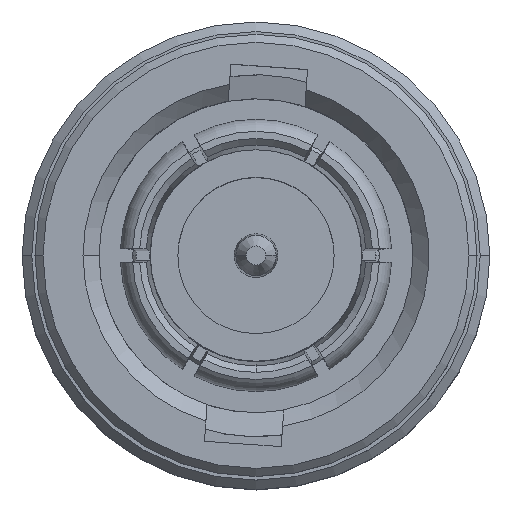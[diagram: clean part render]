
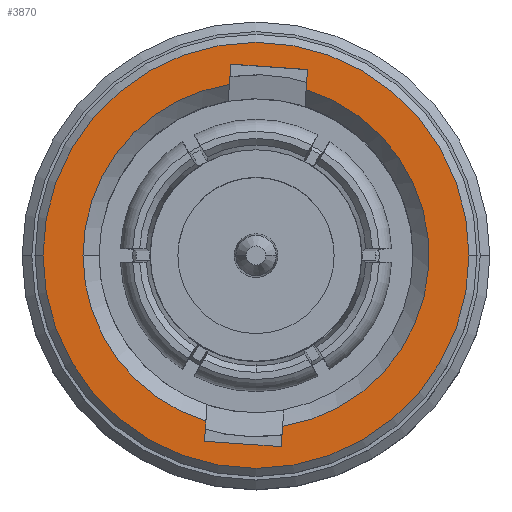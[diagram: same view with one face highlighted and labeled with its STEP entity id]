
A CAD part, top view. The second image highlights one B-rep face of the part: STEP entity #3870.
In plain terms, the highlighted planar face has unit normal (0, 0, 1).
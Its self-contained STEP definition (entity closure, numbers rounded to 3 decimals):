
#132 = CARTESIAN_POINT ( 'NONE',  ( 0., 0., 1.15 ) ) ;
#162 = CARTESIAN_POINT ( 'NONE',  ( 0.866, -4.823, 1.15 ) ) ;
#400 = DIRECTION ( 'NONE',  ( 0., 0., -1. ) ) ;
#401 = EDGE_CURVE ( 'NONE', #7549, #7145, #6751, .T. ) ;
#509 = VECTOR ( 'NONE', #4445, 1000. ) ;
#540 = CARTESIAN_POINT ( 'NONE',  ( 0., 0., 1.15 ) ) ;
#583 = CARTESIAN_POINT ( 'NONE',  ( -5.4, 0., 1.15 ) ) ;
#700 = LINE ( 'NONE', #3763, #509 ) ;
#753 = DIRECTION ( 'NONE',  ( -1., 0., 0. ) ) ;
#780 = CARTESIAN_POINT ( 'NONE',  ( 0., 0., 1.15 ) ) ;
#937 = CARTESIAN_POINT ( 'NONE',  ( 1.564, 5.168, 1.15 ) ) ;
#949 = CARTESIAN_POINT ( 'NONE',  ( 6.65, 0., 1.15 ) ) ;
#968 = EDGE_CURVE ( 'NONE', #5252, #7010, #1143, .T. ) ;
#1038 = VERTEX_POINT ( 'NONE', #5563 ) ;
#1143 = LINE ( 'NONE', #5510, #5863 ) ;
#1162 = DIRECTION ( 'NONE',  ( 1., 0., 0. ) ) ;
#1188 = CARTESIAN_POINT ( 'NONE',  ( 0., 0., 1.15 ) ) ;
#1218 = CARTESIAN_POINT ( 'NONE',  ( 0.786, -5.969, 1.15 ) ) ;
#1413 = DIRECTION ( 'NONE',  ( -1., 0., 0. ) ) ;
#1496 = EDGE_CURVE ( 'NONE', #7010, #7549, #4709, .T. ) ;
#1589 = EDGE_CURVE ( 'NONE', #1038, #3934, #700, .T. ) ;
#1621 = PLANE ( 'NONE',  #1712 ) ;
#1712 = AXIS2_PLACEMENT_3D ( 'NONE', #4232, #400, #4859 ) ;
#1793 = DIRECTION ( 'NONE',  ( 0.998, -0.07, 0. ) ) ;
#1817 = DIRECTION ( 'NONE',  ( 0., 0., 1. ) ) ;
#1829 = DIRECTION ( 'NONE',  ( -1., 0., 0. ) ) ;
#2111 = VERTEX_POINT ( 'NONE', #6019 ) ;
#2215 = CARTESIAN_POINT ( 'NONE',  ( 1.609, 5.802, 1.15 ) ) ;
#2287 = ORIENTED_EDGE ( 'NONE', *, *, #4308, .F. ) ;
#2304 = ORIENTED_EDGE ( 'NONE', *, *, #968, .F. ) ;
#2733 = EDGE_CURVE ( 'NONE', #3477, #1038, #6784, .T. ) ;
#2928 = CARTESIAN_POINT ( 'NONE',  ( -1.564, -5.168, 1.15 ) ) ;
#3100 = ORIENTED_EDGE ( 'NONE', *, *, #6351, .F. ) ;
#3145 = EDGE_LOOP ( 'NONE', ( #6421, #7140, #4841, #2304, #5989, #3100, #4431, #4907, #2287 ) ) ;
#3238 = VERTEX_POINT ( 'NONE', #583 ) ;
#3281 = CIRCLE ( 'NONE', #6304, 6.65 ) ;
#3423 = LINE ( 'NONE', #5416, #4921 ) ;
#3477 = VERTEX_POINT ( 'NONE', #2215 ) ;
#3625 = AXIS2_PLACEMENT_3D ( 'NONE', #780, #5269, #1413 ) ;
#3673 = FACE_BOUND ( 'NONE', #3145, .T. ) ;
#3763 = CARTESIAN_POINT ( 'NONE',  ( -0.866, 4.823, 1.15 ) ) ;
#3870 = ADVANCED_FACE ( 'NONE', ( #3673, #5163 ), #1621, .F. ) ;
#3895 = AXIS2_PLACEMENT_3D ( 'NONE', #132, #4602, #753 ) ;
#3934 = VERTEX_POINT ( 'NONE', #4922 ) ;
#4002 = DIRECTION ( 'NONE',  ( 0.07, 0.998, 0. ) ) ;
#4212 = CIRCLE ( 'NONE', #3625, 5.4 ) ;
#4232 = CARTESIAN_POINT ( 'NONE',  ( 0., 0., 1.15 ) ) ;
#4250 = DIRECTION ( 'NONE',  ( -0.07, -0.998, 0. ) ) ;
#4308 = EDGE_CURVE ( 'NONE', #5222, #3477, #3423, .T. ) ;
#4380 = CARTESIAN_POINT ( 'NONE',  ( -1.609, -5.802, 1.15 ) ) ;
#4431 = ORIENTED_EDGE ( 'NONE', *, *, #1589, .F. ) ;
#4445 = DIRECTION ( 'NONE',  ( -0.07, -0.998, 0. ) ) ;
#4602 = DIRECTION ( 'NONE',  ( 0., 0., 1. ) ) ;
#4709 = LINE ( 'NONE', #6290, #6413 ) ;
#4841 = ORIENTED_EDGE ( 'NONE', *, *, #1496, .F. ) ;
#4859 = DIRECTION ( 'NONE',  ( 1., 0., 0. ) ) ;
#4907 = ORIENTED_EDGE ( 'NONE', *, *, #2733, .F. ) ;
#4921 = VECTOR ( 'NONE', #6060, 1000. ) ;
#4922 = CARTESIAN_POINT ( 'NONE',  ( -0.83, 5.336, 1.15 ) ) ;
#5010 = DIRECTION ( 'NONE',  ( 0., 0., 1. ) ) ;
#5067 = VECTOR ( 'NONE', #4002, 1000. ) ;
#5095 = VECTOR ( 'NONE', #5438, 1000. ) ;
#5163 = FACE_OUTER_BOUND ( 'NONE', #7255, .T. ) ;
#5222 = VERTEX_POINT ( 'NONE', #937 ) ;
#5252 = VERTEX_POINT ( 'NONE', #2928 ) ;
#5269 = DIRECTION ( 'NONE',  ( 0., 0., 1. ) ) ;
#5416 = CARTESIAN_POINT ( 'NONE',  ( 1.528, 4.656, 1.15 ) ) ;
#5438 = DIRECTION ( 'NONE',  ( -0.998, 0.07, 0. ) ) ;
#5510 = CARTESIAN_POINT ( 'NONE',  ( -1.609, -5.802, 1.15 ) ) ;
#5563 = CARTESIAN_POINT ( 'NONE',  ( -0.786, 5.969, 1.15 ) ) ;
#5611 = ORIENTED_EDGE ( 'NONE', *, *, #8124, .T. ) ;
#5674 = CARTESIAN_POINT ( 'NONE',  ( 0., 0., 1.15 ) ) ;
#5686 = DIRECTION ( 'NONE',  ( 0., 0., 1. ) ) ;
#5711 = CIRCLE ( 'NONE', #3895, 5.4 ) ;
#5863 = VECTOR ( 'NONE', #4250, 1000. ) ;
#5989 = ORIENTED_EDGE ( 'NONE', *, *, #7526, .F. ) ;
#6019 = CARTESIAN_POINT ( 'NONE',  ( -6.65, 0., 1.15 ) ) ;
#6060 = DIRECTION ( 'NONE',  ( 0.07, 0.998, 0. ) ) ;
#6290 = CARTESIAN_POINT ( 'NONE',  ( 0.786, -5.969, 1.15 ) ) ;
#6304 = AXIS2_PLACEMENT_3D ( 'NONE', #540, #5010, #1162 ) ;
#6315 = DIRECTION ( 'NONE',  ( 1., 0., 0. ) ) ;
#6351 = EDGE_CURVE ( 'NONE', #3934, #3238, #5711, .T. ) ;
#6413 = VECTOR ( 'NONE', #1793, 1000. ) ;
#6421 = ORIENTED_EDGE ( 'NONE', *, *, #7057, .F. ) ;
#6466 = CIRCLE ( 'NONE', #6948, 6.65 ) ;
#6642 = CARTESIAN_POINT ( 'NONE',  ( 0.83, -5.336, 1.15 ) ) ;
#6720 = AXIS2_PLACEMENT_3D ( 'NONE', #1188, #5686, #1829 ) ;
#6723 = ORIENTED_EDGE ( 'NONE', *, *, #7497, .T. ) ;
#6751 = LINE ( 'NONE', #162, #5067 ) ;
#6784 = LINE ( 'NONE', #7959, #5095 ) ;
#6808 = VERTEX_POINT ( 'NONE', #949 ) ;
#6948 = AXIS2_PLACEMENT_3D ( 'NONE', #5674, #1817, #6315 ) ;
#7010 = VERTEX_POINT ( 'NONE', #4380 ) ;
#7057 = EDGE_CURVE ( 'NONE', #7145, #5222, #4212, .T. ) ;
#7140 = ORIENTED_EDGE ( 'NONE', *, *, #401, .F. ) ;
#7145 = VERTEX_POINT ( 'NONE', #6642 ) ;
#7255 = EDGE_LOOP ( 'NONE', ( #6723, #5611 ) ) ;
#7497 = EDGE_CURVE ( 'NONE', #6808, #2111, #3281, .T. ) ;
#7526 = EDGE_CURVE ( 'NONE', #3238, #5252, #7974, .T. ) ;
#7549 = VERTEX_POINT ( 'NONE', #1218 ) ;
#7959 = CARTESIAN_POINT ( 'NONE',  ( 1.609, 5.802, 1.15 ) ) ;
#7974 = CIRCLE ( 'NONE', #6720, 5.4 ) ;
#8124 = EDGE_CURVE ( 'NONE', #2111, #6808, #6466, .T. ) ;
